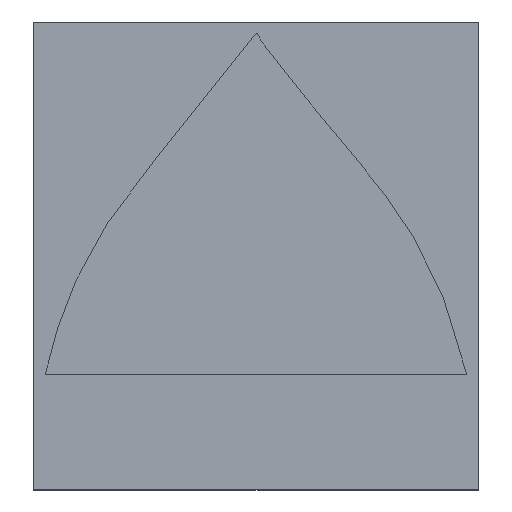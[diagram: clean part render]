
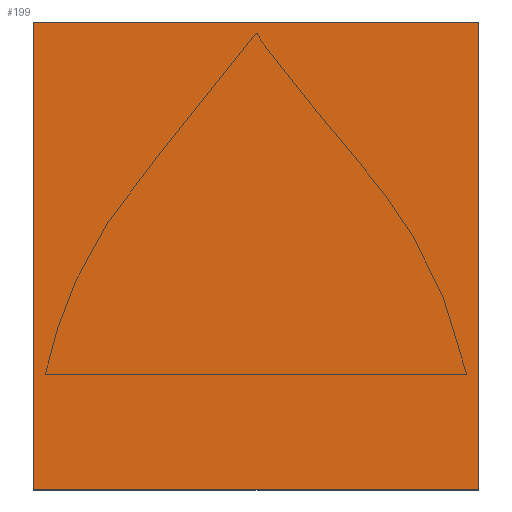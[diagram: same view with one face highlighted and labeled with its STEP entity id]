
A CAD part, top view. The second image highlights one B-rep face of the part: STEP entity #199.
In plain terms, the highlighted planar face has unit normal (0, 0, 1).
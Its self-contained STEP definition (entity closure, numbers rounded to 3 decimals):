
#21=LINE('',#6293,#35);
#24=LINE('',#6299,#38);
#27=LINE('',#6305,#41);
#30=LINE('',#6309,#44);
#35=VECTOR('',#239,10.);
#38=VECTOR('',#244,10.);
#41=VECTOR('',#249,10.);
#44=VECTOR('',#254,10.);
#53=PLANE('',#223);
#65=FACE_OUTER_BOUND('',#77,.T.);
#77=EDGE_LOOP('',(#179,#180,#181,#182));
#103=VERTEX_POINT('',#6290);
#104=VERTEX_POINT('',#6292);
#106=VERTEX_POINT('',#6298);
#108=VERTEX_POINT('',#6304);
#125=EDGE_CURVE('',#104,#103,#21,.T.);
#128=EDGE_CURVE('',#106,#104,#24,.T.);
#131=EDGE_CURVE('',#108,#106,#27,.T.);
#134=EDGE_CURVE('',#103,#108,#30,.T.);
#179=ORIENTED_EDGE('',*,*,#134,.T.);
#180=ORIENTED_EDGE('',*,*,#131,.T.);
#181=ORIENTED_EDGE('',*,*,#128,.T.);
#182=ORIENTED_EDGE('',*,*,#125,.T.);
#199=ADVANCED_FACE('',(#65),#53,.T.);
#223=AXIS2_PLACEMENT_3D('',#6310,#255,#256);
#239=DIRECTION('',(0.,-1.,0.));
#244=DIRECTION('',(-1.,0.,0.));
#249=DIRECTION('',(0.,1.,0.));
#254=DIRECTION('',(1.,0.,0.));
#255=DIRECTION('center_axis',(0.,0.,1.));
#256=DIRECTION('ref_axis',(1.,0.,0.));
#6290=CARTESIAN_POINT('',(-380.,0.,335.));
#6292=CARTESIAN_POINT('',(-380.,800.,335.));
#6293=CARTESIAN_POINT('',(-380.,0.,335.));
#6298=CARTESIAN_POINT('',(380.,800.,335.));
#6299=CARTESIAN_POINT('',(380.,800.,335.));
#6304=CARTESIAN_POINT('',(380.,0.,335.));
#6305=CARTESIAN_POINT('',(380.,0.,335.));
#6309=CARTESIAN_POINT('',(0.,0.,335.));
#6310=CARTESIAN_POINT('Origin',(0.,400.,335.));
